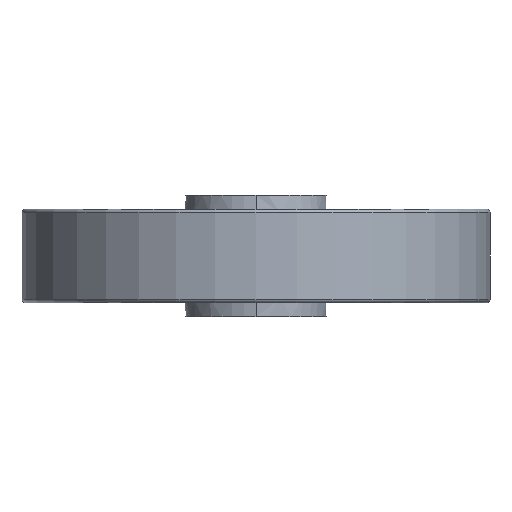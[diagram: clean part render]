
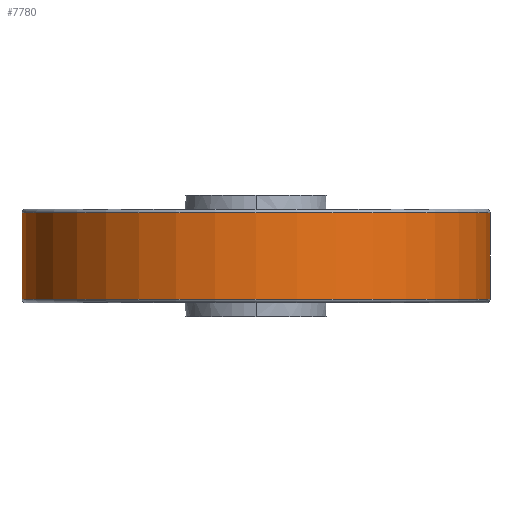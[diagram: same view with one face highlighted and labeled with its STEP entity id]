
A CAD part, front view. The second image highlights one B-rep face of the part: STEP entity #7780.
In plain terms, the highlighted cylindrical face has radius 125 mm (diameter 250 mm), a partial arc.
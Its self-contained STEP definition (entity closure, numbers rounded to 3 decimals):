
#46 = LINE ( 'NONE', #12791, #2386 ) ;
#444 = CARTESIAN_POINT ( 'NONE',  ( -125., 0., 23. ) ) ;
#736 = AXIS2_PLACEMENT_3D ( 'NONE', #14703, #4805, #4662 ) ;
#921 = AXIS2_PLACEMENT_3D ( 'NONE', #5458, #10644, #17263 ) ;
#959 = CARTESIAN_POINT ( 'NONE',  ( 125., 0., -23. ) ) ;
#1878 = CYLINDRICAL_SURFACE ( 'NONE', #921, 125. ) ;
#2386 = VECTOR ( 'NONE', #2728, 1000. ) ;
#2419 = ORIENTED_EDGE ( 'NONE', *, *, #16435, .F. ) ;
#2728 = DIRECTION ( 'NONE',  ( 0., 0., -1. ) ) ;
#4287 = EDGE_CURVE ( 'NONE', #12336, #9514, #6600, .T. ) ;
#4356 = CARTESIAN_POINT ( 'NONE',  ( 0., 0., 23. ) ) ;
#4598 = DIRECTION ( 'NONE',  ( 0., 0., -1. ) ) ;
#4606 = ORIENTED_EDGE ( 'NONE', *, *, #5991, .T. ) ;
#4662 = DIRECTION ( 'NONE',  ( -1., 0., 0. ) ) ;
#4805 = DIRECTION ( 'NONE',  ( 0., 0., -1. ) ) ;
#5458 = CARTESIAN_POINT ( 'NONE',  ( 0., 0., 0. ) ) ;
#5991 = EDGE_CURVE ( 'NONE', #9514, #8301, #18896, .T. ) ;
#6600 = CIRCLE ( 'NONE', #14172, 125. ) ;
#7780 = ADVANCED_FACE ( 'NONE', ( #18982 ), #1878, .T. ) ;
#8301 = VERTEX_POINT ( 'NONE', #8319 ) ;
#8319 = CARTESIAN_POINT ( 'NONE',  ( -125., 0., -23. ) ) ;
#9420 = DIRECTION ( 'NONE',  ( 0., 0., -1. ) ) ;
#9514 = VERTEX_POINT ( 'NONE', #444 ) ;
#10644 = DIRECTION ( 'NONE',  ( 0., 0., -1. ) ) ;
#11883 = EDGE_LOOP ( 'NONE', ( #2419, #12691, #4606, #20649 ) ) ;
#12336 = VERTEX_POINT ( 'NONE', #18851 ) ;
#12691 = ORIENTED_EDGE ( 'NONE', *, *, #4287, .T. ) ;
#12790 = DIRECTION ( 'NONE',  ( -1., 0., 0. ) ) ;
#12791 = CARTESIAN_POINT ( 'NONE',  ( 125., 0., 0. ) ) ;
#14172 = AXIS2_PLACEMENT_3D ( 'NONE', #4356, #9420, #12790 ) ;
#14703 = CARTESIAN_POINT ( 'NONE',  ( 0., 0., -23. ) ) ;
#15685 = CARTESIAN_POINT ( 'NONE',  ( -125., 0., 0. ) ) ;
#16435 = EDGE_CURVE ( 'NONE', #12336, #20925, #46, .T. ) ;
#16516 = EDGE_CURVE ( 'NONE', #20925, #8301, #17393, .T. ) ;
#17263 = DIRECTION ( 'NONE',  ( -1., 0., 0. ) ) ;
#17393 = CIRCLE ( 'NONE', #736, 125. ) ;
#17828 = VECTOR ( 'NONE', #4598, 1000. ) ;
#18851 = CARTESIAN_POINT ( 'NONE',  ( 125., 0., 23. ) ) ;
#18896 = LINE ( 'NONE', #15685, #17828 ) ;
#18982 = FACE_OUTER_BOUND ( 'NONE', #11883, .T. ) ;
#20649 = ORIENTED_EDGE ( 'NONE', *, *, #16516, .F. ) ;
#20925 = VERTEX_POINT ( 'NONE', #959 ) ;
